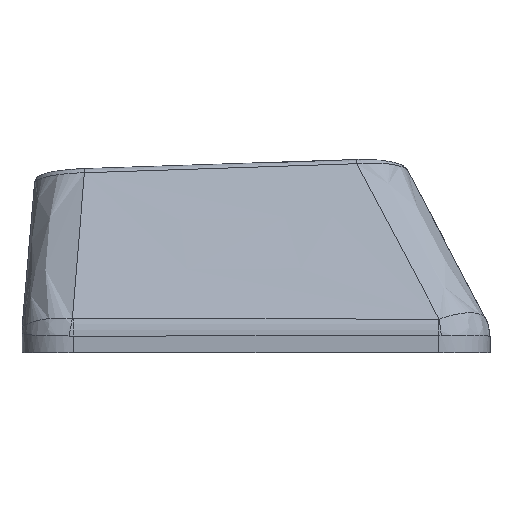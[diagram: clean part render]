
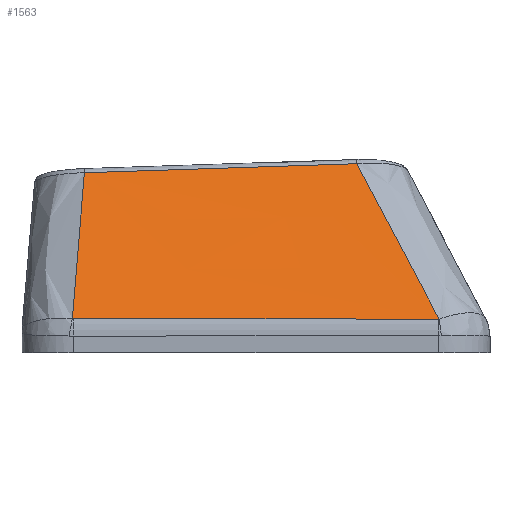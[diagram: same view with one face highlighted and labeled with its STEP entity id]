
A CAD part, left-side view. The second image highlights one B-rep face of the part: STEP entity #1563.
In plain terms, the highlighted free-form (B-spline) face has degree [3, 3] with [4, 4] control points.
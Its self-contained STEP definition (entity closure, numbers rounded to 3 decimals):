
#250=FACE_OUTER_BOUND('',#337,.T.);
#337=EDGE_LOOP('',(#1245,#1246,#1247,#1248,#1249,#1250));
#464=B_SPLINE_CURVE_WITH_KNOTS('',3,(#2943,#2944,#2945,#2946),
 .UNSPECIFIED.,.F.,.F.,(4,4),(0.,0.003),
 .UNSPECIFIED.);
#465=B_SPLINE_CURVE_WITH_KNOTS('',3,(#2964,#2965,#2966,#2967),
 .UNSPECIFIED.,.F.,.F.,(4,4),(-1.416,0.),.UNSPECIFIED.);
#468=B_SPLINE_CURVE_WITH_KNOTS('',3,(#2997,#2998,#2999,#3000),
 .UNSPECIFIED.,.F.,.F.,(4,4),(0.,0.004),
 .UNSPECIFIED.);
#479=B_SPLINE_CURVE_WITH_KNOTS('',3,(#3228,#3229,#3230,#3231),
 .UNSPECIFIED.,.F.,.F.,(4,4),(0.027,0.767),
 .UNSPECIFIED.);
#487=B_SPLINE_CURVE_WITH_KNOTS('',3,(#3484,#3485,#3486,#3487),
 .UNSPECIFIED.,.F.,.F.,(4,4),(0.,1.057),.UNSPECIFIED.);
#490=B_SPLINE_CURVE_WITH_KNOTS('',3,(#3566,#3567,#3568,#3569),
 .UNSPECIFIED.,.F.,.F.,(4,4),(-0.658,-0.022),
 .UNSPECIFIED.);
#624=VERTEX_POINT('',#2905);
#626=VERTEX_POINT('',#2936);
#628=VERTEX_POINT('',#2963);
#630=VERTEX_POINT('',#2990);
#646=VERTEX_POINT('',#3221);
#664=VERTEX_POINT('',#3482);
#816=EDGE_CURVE('',#624,#626,#464,.T.);
#817=EDGE_CURVE('',#626,#628,#465,.T.);
#822=EDGE_CURVE('',#628,#630,#468,.T.);
#848=EDGE_CURVE('',#646,#624,#479,.T.);
#876=EDGE_CURVE('',#664,#646,#487,.T.);
#880=EDGE_CURVE('',#630,#664,#490,.T.);
#1245=ORIENTED_EDGE('',*,*,#816,.F.);
#1246=ORIENTED_EDGE('',*,*,#848,.F.);
#1247=ORIENTED_EDGE('',*,*,#876,.F.);
#1248=ORIENTED_EDGE('',*,*,#880,.F.);
#1249=ORIENTED_EDGE('',*,*,#822,.F.);
#1250=ORIENTED_EDGE('',*,*,#817,.F.);
#1504=B_SPLINE_SURFACE_WITH_KNOTS('',3,3,((#3550,#3551,#3552,#3553),(#3554,
#3555,#3556,#3557),(#3558,#3559,#3560,#3561),(#3562,#3563,#3564,#3565)),
 .UNSPECIFIED.,.F.,.F.,.F.,(4,4),(4,4),(0.107,0.899),
(0.032,0.954),.UNSPECIFIED.);
#1563=ADVANCED_FACE('',(#250),#1504,.F.);
#2905=CARTESIAN_POINT('',(-13.698,-7.108,0.306));
#2936=CARTESIAN_POINT('',(-13.699,-7.08,0.305));
#2943=CARTESIAN_POINT('Ctrl Pts',(-13.698,-7.108,0.306));
#2944=CARTESIAN_POINT('Ctrl Pts',(-13.698,-7.099,0.305));
#2945=CARTESIAN_POINT('Ctrl Pts',(-13.699,-7.089,0.305));
#2946=CARTESIAN_POINT('Ctrl Pts',(-13.699,-7.08,0.305));
#2963=CARTESIAN_POINT('',(-13.682,7.081,0.319));
#2964=CARTESIAN_POINT('Ctrl Pts',(-13.699,-7.08,0.305));
#2965=CARTESIAN_POINT('Ctrl Pts',(-13.694,-2.359,0.309));
#2966=CARTESIAN_POINT('Ctrl Pts',(-13.688,2.361,0.314));
#2967=CARTESIAN_POINT('Ctrl Pts',(-13.682,7.081,0.319));
#2990=CARTESIAN_POINT('',(-13.68,7.125,0.322));
#2997=CARTESIAN_POINT('Ctrl Pts',(-13.682,7.081,0.319));
#2998=CARTESIAN_POINT('Ctrl Pts',(-13.682,7.096,0.319));
#2999=CARTESIAN_POINT('Ctrl Pts',(-13.682,7.111,0.32));
#3000=CARTESIAN_POINT('Ctrl Pts',(-13.68,7.125,0.322));
#3221=CARTESIAN_POINT('',(-10.837,-3.902,6.333));
#3228=CARTESIAN_POINT('Ctrl Pts',(-10.837,-3.902,6.333));
#3229=CARTESIAN_POINT('Ctrl Pts',(-11.793,-4.973,4.325));
#3230=CARTESIAN_POINT('Ctrl Pts',(-12.746,-6.041,2.316));
#3231=CARTESIAN_POINT('Ctrl Pts',(-13.698,-7.108,0.306));
#3482=CARTESIAN_POINT('',(-10.83,6.659,5.983));
#3484=CARTESIAN_POINT('Ctrl Pts',(-10.83,6.659,5.983));
#3485=CARTESIAN_POINT('Ctrl Pts',(-10.833,3.139,6.1));
#3486=CARTESIAN_POINT('Ctrl Pts',(-10.835,-0.382,
6.217));
#3487=CARTESIAN_POINT('Ctrl Pts',(-10.837,-3.902,6.333));
#3550=CARTESIAN_POINT('Ctrl Pts',(-10.83,7.031,5.97));
#3551=CARTESIAN_POINT('Ctrl Pts',(-11.786,7.062,4.075));
#3552=CARTESIAN_POINT('Ctrl Pts',(-12.743,7.094,2.181));
#3553=CARTESIAN_POINT('Ctrl Pts',(-13.699,7.125,0.286));
#3554=CARTESIAN_POINT('Ctrl Pts',(-10.83,3.264,6.1));
#3555=CARTESIAN_POINT('Ctrl Pts',(-11.786,2.97,4.164));
#3556=CARTESIAN_POINT('Ctrl Pts',(-12.743,2.675,2.228));
#3557=CARTESIAN_POINT('Ctrl Pts',(-13.699,2.381,0.292));
#3558=CARTESIAN_POINT('Ctrl Pts',(-10.83,-0.502,6.23));
#3559=CARTESIAN_POINT('Ctrl Pts',(-11.786,-1.123,4.253));
#3560=CARTESIAN_POINT('Ctrl Pts',(-12.743,-1.744,2.276));
#3561=CARTESIAN_POINT('Ctrl Pts',(-13.699,-2.364,0.298));
#3562=CARTESIAN_POINT('Ctrl Pts',(-10.83,-4.269,6.36));
#3563=CARTESIAN_POINT('Ctrl Pts',(-11.786,-5.216,4.342));
#3564=CARTESIAN_POINT('Ctrl Pts',(-12.743,-6.162,2.323));
#3565=CARTESIAN_POINT('Ctrl Pts',(-13.699,-7.109,0.305));
#3566=CARTESIAN_POINT('Ctrl Pts',(-13.68,7.125,0.322));
#3567=CARTESIAN_POINT('Ctrl Pts',(-12.728,6.968,2.209));
#3568=CARTESIAN_POINT('Ctrl Pts',(-11.778,6.812,4.095));
#3569=CARTESIAN_POINT('Ctrl Pts',(-10.83,6.659,5.983));
